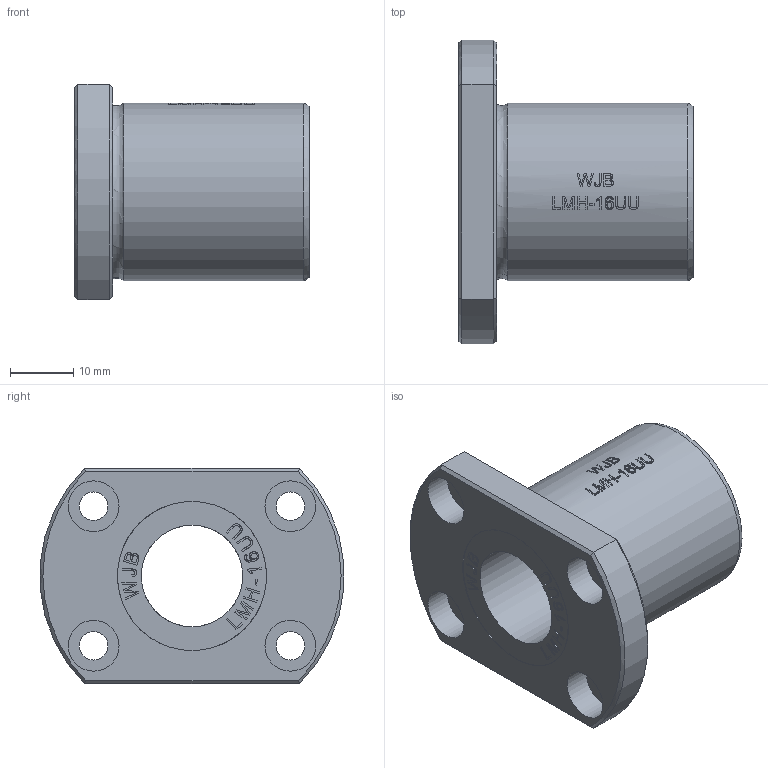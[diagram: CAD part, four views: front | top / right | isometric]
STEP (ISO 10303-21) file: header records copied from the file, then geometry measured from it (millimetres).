
FILE_DESCRIPTION(/* description */ (''),/* implementation_level */ '2;1');
FILE_NAME(/* name */ 'WJB-LMH-16UUX4.stp',/* time_stamp */ '2018-09-11T17:27:54+08:00',/* author */ (''),/* organization */ (''),/* preprocessor_version */ 'ST-DEVELOPER v11',/* originating_system */ 'SIEMENS UGS NX 6.0',/* authorisation */ '');
FILE_SCHEMA (('CONFIG_CONTROL_DESIGN'));
Length unit declared in the file: millimetre
Products named in the file (1): WJB-LMH-16UUX4
Bounding box: 37 x 47.82 x 34 mm (x, y, z)
Volume: 19411.5 mm3; surface area: 8357.4 mm2
Topology: 1 solids, 1 shells, 341 faces, 876 edges, 586 vertices
Faces by surface type: plane 217, extrusion 90, cylinder 28, cone 4, torus 2
Full cylindrical faces by diameter (mm): 4.5 x4, 8 x4, 16 x1, 23.5 x2, 28 x1
Entity records: 13158 total; most frequent: CARTESIAN_POINT 5422, ORIENTED_EDGE 1708, DIRECTION 1192, EDGE_CURVE 854, VERTEX_POINT 578, VECTOR 528, LINE 438, B_SPLINE_CURVE_WITH_KNOTS 426
